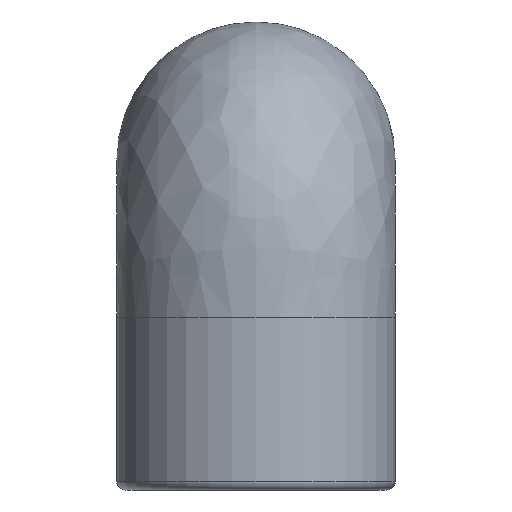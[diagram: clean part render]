
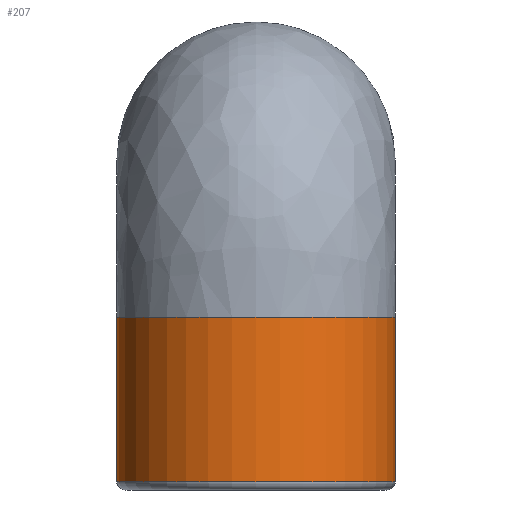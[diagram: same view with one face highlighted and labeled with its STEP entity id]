
A CAD part, front view. The second image highlights one B-rep face of the part: STEP entity #207.
In plain terms, the highlighted cylindrical face has radius 8.25 mm (diameter 16.5 mm), a full revolution.
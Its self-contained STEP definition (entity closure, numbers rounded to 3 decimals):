
#25=CYLINDRICAL_SURFACE($,#225,8.25);
#30=FACE_BOUND($,#55,.T.);
#44=FACE_OUTER_BOUND($,#54,.T.);
#54=EDGE_LOOP($,(#152,#153,#154));
#55=EDGE_LOOP($,(#155));
#75=CIRCLE($,#223,8.25);
#77=CIRCLE($,#226,8.25);
#78=CIRCLE($,#227,8.25);
#79=CIRCLE($,#228,8.25);
#99=VERTEX_POINT($,#330);
#101=VERTEX_POINT($,#335);
#102=VERTEX_POINT($,#336);
#103=VERTEX_POINT($,#338);
#123=EDGE_CURVE($,#99,#99,#75,.T.);
#125=EDGE_CURVE($,#101,#102,#77,.T.);
#126=EDGE_CURVE($,#103,#101,#78,.T.);
#127=EDGE_CURVE($,#102,#103,#79,.T.);
#152=ORIENTED_EDGE($,*,*,#125,.F.);
#153=ORIENTED_EDGE($,*,*,#126,.F.);
#154=ORIENTED_EDGE($,*,*,#127,.F.);
#155=ORIENTED_EDGE($,*,*,#123,.F.);
#207=ADVANCED_FACE($,(#44,#30),#25,.T.);
#223=AXIS2_PLACEMENT_3D($,#331,#260,#261);
#225=AXIS2_PLACEMENT_3D($,#334,#264,#265);
#226=AXIS2_PLACEMENT_3D($,#337,#266,#267);
#227=AXIS2_PLACEMENT_3D($,#339,#268,#269);
#228=AXIS2_PLACEMENT_3D($,#340,#270,#271);
#260=DIRECTION('center_axis',(0.,0.,-1.));
#261=DIRECTION('ref_axis',(-1.,0.,0.));
#264=DIRECTION('center_axis',(0.,0.,1.));
#265=DIRECTION('ref_axis',(-1.,0.,0.));
#266=DIRECTION('center_axis',(0.,0.,1.));
#267=DIRECTION('ref_axis',(-1.,0.,0.));
#268=DIRECTION('center_axis',(0.,0.,1.));
#269=DIRECTION('ref_axis',(-1.,0.,0.));
#270=DIRECTION('center_axis',(0.,0.,1.));
#271=DIRECTION('ref_axis',(-1.,0.,0.));
#330=CARTESIAN_POINT('',(8.25,0.,0.5));
#331=CARTESIAN_POINT('Origin',(0.,0.,0.5));
#334=CARTESIAN_POINT('Origin',(0.,0.,0.));
#335=CARTESIAN_POINT('',(8.25,0.,10.25));
#336=CARTESIAN_POINT('',(-8.25,0.,10.25));
#337=CARTESIAN_POINT('Origin',(0.,0.,10.25));
#338=CARTESIAN_POINT('',(0.,-8.25,10.25));
#339=CARTESIAN_POINT('Origin',(0.,0.,10.25));
#340=CARTESIAN_POINT('Origin',(0.,0.,10.25));
